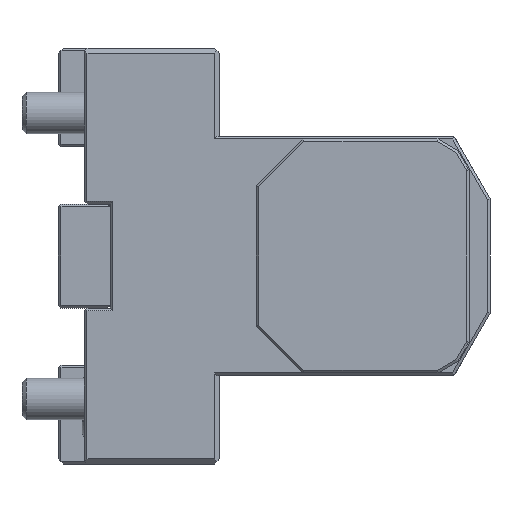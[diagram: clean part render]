
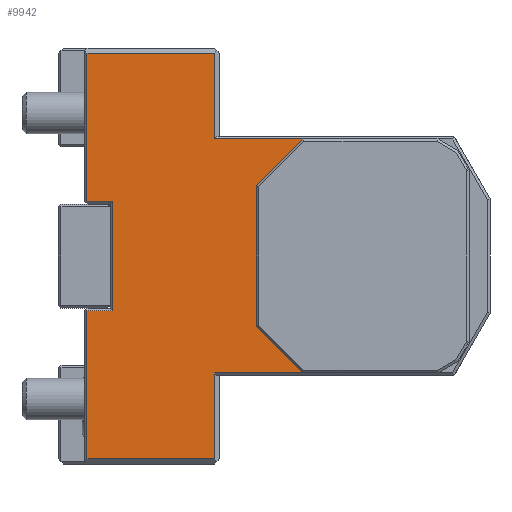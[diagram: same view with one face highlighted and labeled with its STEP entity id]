
A CAD part, left-side view. The second image highlights one B-rep face of the part: STEP entity #9942.
In plain terms, the highlighted planar face has unit normal (-1, 0, 0).
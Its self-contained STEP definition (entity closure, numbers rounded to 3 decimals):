
#637=DIRECTION('',(0.,0.,-1.));
#638=VECTOR('',#637,27.);
#639=CARTESIAN_POINT('',(-31.,-33.,13.5));
#640=LINE('',#639,#638);
#641=DIRECTION('',(0.,0.707,0.707));
#642=VECTOR('',#641,12.728);
#643=CARTESIAN_POINT('',(-31.,-42.,-22.5));
#644=LINE('',#643,#642);
#645=DIRECTION('',(0.,-1.,0.));
#646=VECTOR('',#645,17.);
#647=CARTESIAN_POINT('',(-31.,-25.,-22.5));
#648=LINE('',#647,#646);
#649=DIRECTION('',(0.,0.,1.));
#650=VECTOR('',#649,16.5);
#651=CARTESIAN_POINT('',(-31.,-25.,-39.));
#652=LINE('',#651,#650);
#653=DIRECTION('',(0.,1.,0.));
#654=VECTOR('',#653,24.5);
#655=CARTESIAN_POINT('',(-31.,-25.,-39.));
#656=LINE('',#655,#654);
#657=DIRECTION('',(0.,0.,-1.));
#658=VECTOR('',#657,28.5);
#659=CARTESIAN_POINT('',(-31.,-0.5,-10.5));
#660=LINE('',#659,#658);
#661=DIRECTION('',(0.,1.,0.));
#662=VECTOR('',#661,5.);
#663=CARTESIAN_POINT('',(-31.,-5.5,-10.5));
#664=LINE('',#663,#662);
#665=DIRECTION('',(0.,0.,-1.));
#666=VECTOR('',#665,21.);
#667=CARTESIAN_POINT('',(-31.,-5.5,10.5));
#668=LINE('',#667,#666);
#669=DIRECTION('',(0.,-1.,0.));
#670=VECTOR('',#669,5.);
#671=CARTESIAN_POINT('',(-31.,-0.5,10.5));
#672=LINE('',#671,#670);
#673=DIRECTION('',(0.,0.,-1.));
#674=VECTOR('',#673,28.5);
#675=CARTESIAN_POINT('',(-31.,-0.5,39.));
#676=LINE('',#675,#674);
#677=DIRECTION('',(0.,1.,0.));
#678=VECTOR('',#677,24.5);
#679=CARTESIAN_POINT('',(-31.,-25.,39.));
#680=LINE('',#679,#678);
#681=DIRECTION('',(0.,0.,1.));
#682=VECTOR('',#681,16.5);
#683=CARTESIAN_POINT('',(-31.,-25.,22.5));
#684=LINE('',#683,#682);
#685=DIRECTION('',(0.,1.,0.));
#686=VECTOR('',#685,17.);
#687=CARTESIAN_POINT('',(-31.,-42.,22.5));
#688=LINE('',#687,#686);
#689=DIRECTION('',(0.,-0.707,0.707));
#690=VECTOR('',#689,12.728);
#691=CARTESIAN_POINT('',(-31.,-33.,13.5));
#692=LINE('',#691,#690);
#8002=CARTESIAN_POINT('',(-31.,-5.5,10.5));
#8004=VERTEX_POINT('',#8002);
#8006=CARTESIAN_POINT('',(-31.,-5.5,-10.5));
#8008=VERTEX_POINT('',#8006);
#8065=CARTESIAN_POINT('',(-31.,-25.,-39.));
#8066=CARTESIAN_POINT('',(-31.,-0.5,-39.));
#8067=VERTEX_POINT('',#8065);
#8068=VERTEX_POINT('',#8066);
#8077=CARTESIAN_POINT('',(-31.,-25.,39.));
#8078=CARTESIAN_POINT('',(-31.,-0.5,39.));
#8079=VERTEX_POINT('',#8077);
#8080=VERTEX_POINT('',#8078);
#8163=CARTESIAN_POINT('',(-31.,-0.5,-10.5));
#8164=VERTEX_POINT('',#8163);
#8165=CARTESIAN_POINT('',(-31.,-0.5,10.5));
#8166=VERTEX_POINT('',#8165);
#8185=CARTESIAN_POINT('',(-31.,-25.,22.5));
#8186=VERTEX_POINT('',#8185);
#8403=CARTESIAN_POINT('',(-31.,-25.,-22.5));
#8404=VERTEX_POINT('',#8403);
#8643=CARTESIAN_POINT('',(-31.,-42.,22.5));
#8645=VERTEX_POINT('',#8643);
#8646=CARTESIAN_POINT('',(-31.,-33.,13.5));
#8647=CARTESIAN_POINT('',(-31.,-33.,-13.5));
#8648=VERTEX_POINT('',#8646);
#8649=VERTEX_POINT('',#8647);
#8650=CARTESIAN_POINT('',(-31.,-42.,-22.5));
#8652=VERTEX_POINT('',#8650);
#9908=CARTESIAN_POINT('',(-31.,5.,40.));
#9909=DIRECTION('',(-1.,0.,0.));
#9910=DIRECTION('',(0.,0.,-1.));
#9911=AXIS2_PLACEMENT_3D('',#9908,#9909,#9910);
#9912=PLANE('',#9911);
#9914=ORIENTED_EDGE('',*,*,#9913,.T.);
#9916=ORIENTED_EDGE('',*,*,#9915,.F.);
#9918=ORIENTED_EDGE('',*,*,#9917,.F.);
#9920=ORIENTED_EDGE('',*,*,#9919,.F.);
#9921=ORIENTED_EDGE('',*,*,#9895,.T.);
#9923=ORIENTED_EDGE('',*,*,#9922,.F.);
#9925=ORIENTED_EDGE('',*,*,#9924,.F.);
#9927=ORIENTED_EDGE('',*,*,#9926,.F.);
#9929=ORIENTED_EDGE('',*,*,#9928,.F.);
#9931=ORIENTED_EDGE('',*,*,#9930,.F.);
#9933=ORIENTED_EDGE('',*,*,#9932,.F.);
#9935=ORIENTED_EDGE('',*,*,#9934,.F.);
#9937=ORIENTED_EDGE('',*,*,#9936,.F.);
#9939=ORIENTED_EDGE('',*,*,#9938,.F.);
#9940=EDGE_LOOP('',(#9914,#9916,#9918,#9920,#9921,#9923,#9925,#9927,#9929,#9931,
#9933,#9935,#9937,#9939));
#9941=FACE_OUTER_BOUND('',#9940,.F.);
#9895=EDGE_CURVE('',#8067,#8068,#656,.T.);
#9913=EDGE_CURVE('',#8648,#8649,#640,.T.);
#9915=EDGE_CURVE('',#8652,#8649,#644,.T.);
#9917=EDGE_CURVE('',#8404,#8652,#648,.T.);
#9919=EDGE_CURVE('',#8067,#8404,#652,.T.);
#9922=EDGE_CURVE('',#8164,#8068,#660,.T.);
#9924=EDGE_CURVE('',#8008,#8164,#664,.T.);
#9926=EDGE_CURVE('',#8004,#8008,#668,.T.);
#9928=EDGE_CURVE('',#8166,#8004,#672,.T.);
#9930=EDGE_CURVE('',#8080,#8166,#676,.T.);
#9932=EDGE_CURVE('',#8079,#8080,#680,.T.);
#9934=EDGE_CURVE('',#8186,#8079,#684,.T.);
#9936=EDGE_CURVE('',#8645,#8186,#688,.T.);
#9938=EDGE_CURVE('',#8648,#8645,#692,.T.);
#9942=ADVANCED_FACE('',(#9941),#9912,.T.);
